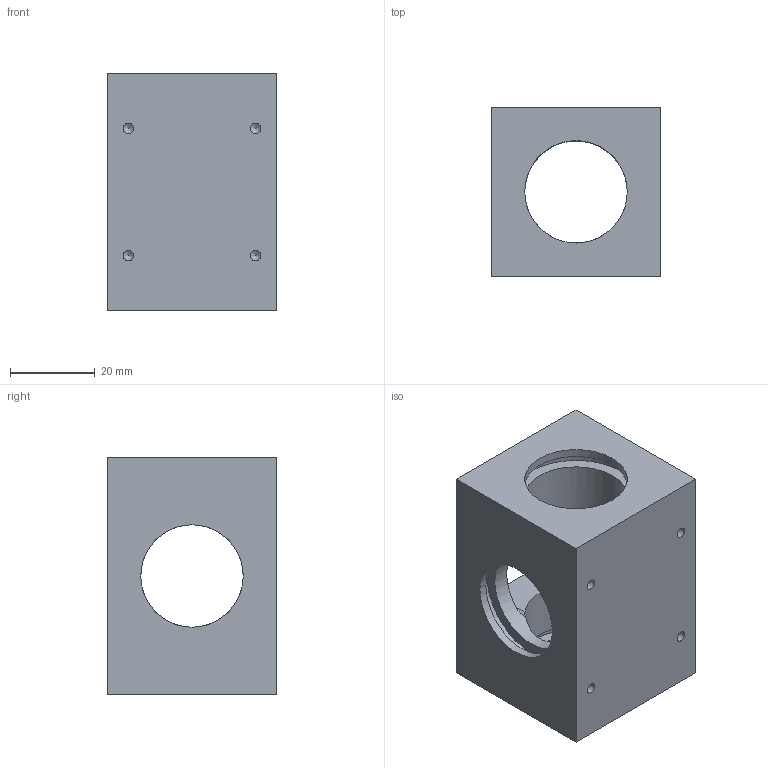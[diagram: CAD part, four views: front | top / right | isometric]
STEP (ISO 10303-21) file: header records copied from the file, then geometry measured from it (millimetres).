
FILE_DESCRIPTION(/* description */ (''),/* implementation_level */ '2;1');
FILE_NAME(/* name */ 'X-OpenSPIM40xNikonSampleChamber_v2.stp',/* time_stamp */ '2021-08-30T17:54:37+02:00',/* author */ ('Charlene Brillard'),/* organization */ (''),/* preprocessor_version */ 'ST-DEVELOPER v16.5',/* originating_system */ 'Autodesk Inventor 2017',/* authorisation */ '');
FILE_SCHEMA (('AUTOMOTIVE_DESIGN { 1 0 10303 214 3 1 1 }'));
Length unit declared in the file: millimetre
Products named in the file (1): X-OpenSPIM40xNikonSampleChamber
Bounding box: 40 x 40 x 56 mm (x, y, z)
Volume: 44112.7 mm3; surface area: 18108.7 mm2
Topology: 1 solids, 1 shells, 51 faces, 128 edges, 84 vertices
Faces by surface type: cylinder 24, plane 23, cone 4
Full cylindrical faces by diameter (mm): 2.459 x4, 24.2 x8, 29.5 x4
Entity records: 1487 total; most frequent: CARTESIAN_POINT 308, DIRECTION 236, ORIENTED_EDGE 200, EDGE_CURVE 100, AXIS2_PLACEMENT_3D 100, EDGE_LOOP 84, VERTEX_POINT 76, FACE_OUTER_BOUND 51
